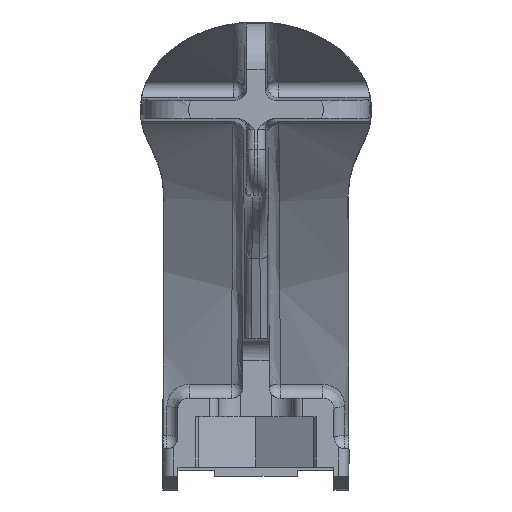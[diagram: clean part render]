
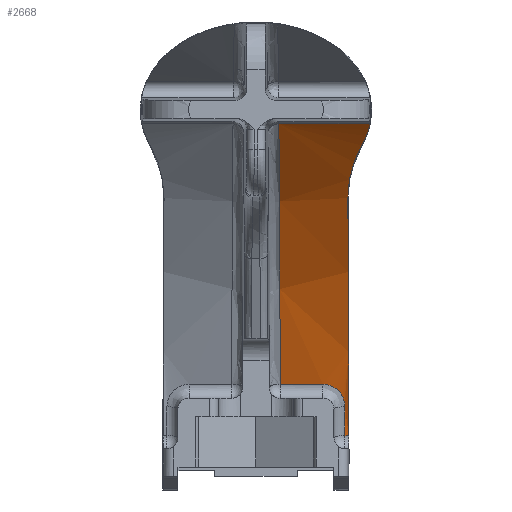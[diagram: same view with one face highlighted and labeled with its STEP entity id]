
A CAD part, front view. The second image highlights one B-rep face of the part: STEP entity #2668.
In plain terms, the highlighted cylindrical face has radius 65 mm (diameter 130 mm), a partial arc.
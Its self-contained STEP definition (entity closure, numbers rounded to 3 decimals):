
#16 = ORIENTED_EDGE ( 'NONE', *, *, #5347, .F. ) ;
#26 = ORIENTED_EDGE ( 'NONE', *, *, #5372, .F. ) ;
#45 = ORIENTED_EDGE ( 'NONE', *, *, #5374, .F. ) ;
#76 = CARTESIAN_POINT ( 'NONE',  ( 2.501, 35.381, -1.592 ) ) ;
#77 = CARTESIAN_POINT ( 'NONE',  ( 2.535, 39.305, -5.478 ) ) ;
#78 = CARTESIAN_POINT ( 'NONE',  ( 2.564, 42.731, -9.865 ) ) ;
#79 = CARTESIAN_POINT ( 'NONE',  ( 2.613, 48.4, -19.421 ) ) ;
#80 = CARTESIAN_POINT ( 'NONE',  ( 2.632, 50.628, -24.596 ) ) ;
#81 = CARTESIAN_POINT ( 'NONE',  ( 2.645, 52.159, -29.971 ) ) ;
#83 = B_SPLINE_CURVE_WITH_KNOTS ( 'NONE', 3,
 ( #81, #80, #79, #78, #77, #76 ),
 .UNSPECIFIED., .F., .F.,
 ( 4, 2, 4 ),
 ( 0., 0.503, 1. ),
 .UNSPECIFIED. ) ;
#84 = DIRECTION ( 'NONE',  ( -1., 0., 0. ) ) ;
#85 = VECTOR ( 'NONE', #84, 1000. ) ;
#86 = CARTESIAN_POINT ( 'NONE',  ( 13., 52.159, -29.971 ) ) ;
#87 = LINE ( 'NONE', #86, #85 ) ;
#138 = CARTESIAN_POINT ( 'NONE',  ( 2.503, 35.381, -1.592 ) ) ;
#139 = CARTESIAN_POINT ( 'NONE',  ( 2.502, 35.381, -1.592 ) ) ;
#140 = CARTESIAN_POINT ( 'NONE',  ( 2.502, 35.381, -1.592 ) ) ;
#141 = CARTESIAN_POINT ( 'NONE',  ( 2.501, 35.381, -1.592 ) ) ;
#143 = B_SPLINE_CURVE_WITH_KNOTS ( 'NONE', 3,
 ( #141, #140, #139, #138 ),
 .UNSPECIFIED., .F., .F.,
 ( 4, 4 ),
 ( 0., 1. ),
 .UNSPECIFIED. ) ;
#150 = CARTESIAN_POINT ( 'NONE',  ( 2.503, 35.381, -1.592 ) ) ;
#679 = CARTESIAN_POINT ( 'NONE',  ( 12.441, 35.381, -1.592 ) ) ;
#743 = CIRCLE ( 'NONE', #836, 65. ) ;
#832 = DIRECTION ( 'NONE',  ( 0., 0., 1. ) ) ;
#833 = DIRECTION ( 'NONE',  ( 1., 0., 0. ) ) ;
#834 = CARTESIAN_POINT ( 'NONE',  ( 9.7, -10.353, -47.78 ) ) ;
#836 = AXIS2_PLACEMENT_3D ( 'NONE', #834, #833, #832 ) ;
#925 = DIRECTION ( 'NONE',  ( -1., 0., 0. ) ) ;
#926 = FACE_OUTER_BOUND ( 'NONE', #2554, .T. ) ;
#1027 = CARTESIAN_POINT ( 'NONE',  ( 10.025, 42.302, -9.67 ) ) ;
#1028 = CARTESIAN_POINT ( 'NONE',  ( 10.074, 47.906, -17.412 ) ) ;
#1030 = CARTESIAN_POINT ( 'NONE',  ( 10.107, 51.696, -26.187 ) ) ;
#1032 = CARTESIAN_POINT ( 'NONE',  ( 10.122, 53.49, -35.575 ) ) ;
#1035 =( BOUNDED_CURVE ( )  B_SPLINE_CURVE ( 3, ( #1032, #1030, #1028, #1027 ),
 .UNSPECIFIED., .F., .T. ) 
 B_SPLINE_CURVE_WITH_KNOTS ( ( 4, 4 ),
 ( 3.33, 3.768 ),
 .UNSPECIFIED. ) 
 CURVE ( )  GEOMETRIC_REPRESENTATION_ITEM ( )  RATIONAL_B_SPLINE_CURVE ( ( 1., 0.984, 0.984, 1. ) ) 
 REPRESENTATION_ITEM ( '' )  );
#1037 = DIRECTION ( 'NONE',  ( 0., 0., 1. ) ) ;
#1038 = AXIS2_PLACEMENT_3D ( 'NONE', #1042, #925, #1037 ) ;
#1042 = CARTESIAN_POINT ( 'NONE',  ( 13., -10.353, -47.78 ) ) ;
#1043 = CYLINDRICAL_SURFACE ( 'NONE', #1038, 65. ) ;
#1044 = B_SPLINE_CURVE_WITH_KNOTS ( 'NONE', 3,
 ( #1147, #1146, #1145, #1144 ),
 .UNSPECIFIED., .F., .F.,
 ( 4, 4 ),
 ( 0., 0.003 ),
 .UNSPECIFIED. ) ;
#1059 = CARTESIAN_POINT ( 'NONE',  ( 11.537, 37.631, -3.934 ) ) ;
#1124 = CARTESIAN_POINT ( 'NONE',  ( 11.537, 37.631, -3.934 ) ) ;
#1125 = CARTESIAN_POINT ( 'NONE',  ( 11.039, 38.423, -4.8 ) ) ;
#1127 = CARTESIAN_POINT ( 'NONE',  ( 10.659, 39.225, -5.726 ) ) ;
#1129 = CARTESIAN_POINT ( 'NONE',  ( 10.15, 40.788, -7.641 ) ) ;
#1131 = CARTESIAN_POINT ( 'NONE',  ( 10.018, 41.553, -8.635 ) ) ;
#1132 = CARTESIAN_POINT ( 'NONE',  ( 10.025, 42.302, -9.67 ) ) ;
#1139 = CARTESIAN_POINT ( 'NONE',  ( 10.025, 42.302, -9.67 ) ) ;
#1141 = B_SPLINE_CURVE_WITH_KNOTS ( 'NONE', 3,
 ( #1132, #1131, #1129, #1127, #1125, #1124 ),
 .UNSPECIFIED., .F., .F.,
 ( 4, 2, 4 ),
 ( 0., 0.004, 0.008 ),
 .UNSPECIFIED. ) ;
#1144 = CARTESIAN_POINT ( 'NONE',  ( 12.441, 35.381, -1.592 ) ) ;
#1145 = CARTESIAN_POINT ( 'NONE',  ( 12.275, 36.177, -2.38 ) ) ;
#1146 = CARTESIAN_POINT ( 'NONE',  ( 11.98, 36.927, -3.164 ) ) ;
#1147 = CARTESIAN_POINT ( 'NONE',  ( 11.537, 37.631, -3.934 ) ) ;
#1423 = DIRECTION ( 'NONE',  ( 1., 0., 0. ) ) ;
#1424 = VECTOR ( 'NONE', #1423, 1000. ) ;
#1427 = CARTESIAN_POINT ( 'NONE',  ( 13., 35.381, -1.592 ) ) ;
#1428 = LINE ( 'NONE', #1427, #1424 ) ;
#2370 = CARTESIAN_POINT ( 'NONE',  ( 2.501, 35.381, -1.592 ) ) ;
#2554 = EDGE_LOOP ( 'NONE', ( #2669, #2708, #2675, #2672, #2671, #2674, #45, #26, #16, #2667 ) ) ;
#2667 = ORIENTED_EDGE ( 'NONE', *, *, #5616, .F. ) ;
#2668 = ADVANCED_FACE ( 'NONE', ( #926 ), #1043, .F. ) ;
#2669 = ORIENTED_EDGE ( 'NONE', *, *, #4944, .F. ) ;
#2671 = ORIENTED_EDGE ( 'NONE', *, *, #5675, .F. ) ;
#2672 = ORIENTED_EDGE ( 'NONE', *, *, #2712, .T. ) ;
#2673 = EDGE_CURVE ( 'NONE', #4957, #2717, #1035, .T. ) ;
#2674 = ORIENTED_EDGE ( 'NONE', *, *, #5392, .F. ) ;
#2675 = ORIENTED_EDGE ( 'NONE', *, *, #2714, .T. ) ;
#2706 = VERTEX_POINT ( 'NONE', #1059 ) ;
#2708 = ORIENTED_EDGE ( 'NONE', *, *, #2673, .T. ) ;
#2712 = EDGE_CURVE ( 'NONE', #2706, #5588, #1044, .T. ) ;
#2714 = EDGE_CURVE ( 'NONE', #2717, #2706, #1141, .T. ) ;
#2717 = VERTEX_POINT ( 'NONE', #1139 ) ;
#3256 = CARTESIAN_POINT ( 'NONE',  ( 2.645, 52.159, -29.971 ) ) ;
#4716 = DIRECTION ( 'NONE',  ( -1., 0., 0. ) ) ;
#4717 = VECTOR ( 'NONE', #4716, 1000. ) ;
#4718 = CARTESIAN_POINT ( 'NONE',  ( 13., 53.49, -35.575 ) ) ;
#4719 = LINE ( 'NONE', #4718, #4717 ) ;
#4742 = CARTESIAN_POINT ( 'NONE',  ( 10.122, 53.49, -35.575 ) ) ;
#4944 = EDGE_CURVE ( 'NONE', #4957, #5363, #4719, .T. ) ;
#4957 = VERTEX_POINT ( 'NONE', #4742 ) ;
#5191 = CARTESIAN_POINT ( 'NONE',  ( 7.3, 52.159, -29.971 ) ) ;
#5192 = CARTESIAN_POINT ( 'NONE',  ( 7.461, 52.159, -29.971 ) ) ;
#5193 = CARTESIAN_POINT ( 'NONE',  ( 7.62, 52.164, -29.988 ) ) ;
#5194 = CARTESIAN_POINT ( 'NONE',  ( 7.931, 52.182, -30.052 ) ) ;
#5195 = CARTESIAN_POINT ( 'NONE',  ( 8.086, 52.196, -30.1 ) ) ;
#5196 = CARTESIAN_POINT ( 'NONE',  ( 8.378, 52.231, -30.226 ) ) ;
#5197 = CARTESIAN_POINT ( 'NONE',  ( 8.517, 52.253, -30.303 ) ) ;
#5198 = CARTESIAN_POINT ( 'NONE',  ( 8.779, 52.303, -30.484 ) ) ;
#5199 = CARTESIAN_POINT ( 'NONE',  ( 8.901, 52.332, -30.588 ) ) ;
#5200 = CARTESIAN_POINT ( 'NONE',  ( 9.23, 52.424, -30.928 ) ) ;
#5201 = CARTESIAN_POINT ( 'NONE',  ( 9.405, 52.497, -31.2 ) ) ;
#5202 = CARTESIAN_POINT ( 'NONE',  ( 9.639, 52.648, -31.784 ) ) ;
#5203 = CARTESIAN_POINT ( 'NONE',  ( 9.7, 52.729, -32.103 ) ) ;
#5210 = CARTESIAN_POINT ( 'NONE',  ( 9.7, 52.805, -32.416 ) ) ;
#5212 = B_SPLINE_CURVE_WITH_KNOTS ( 'NONE', 3,
 ( #5210, #5203, #5202, #5201, #5200, #5199, #5198, #5197, #5196, #5195, #5194, #5193, #5192, #5191 ),
 .UNSPECIFIED., .F., .F.,
 ( 4, 2, 2, 2, 2, 2, 4 ),
 ( 0., 0.25, 0.5, 0.625, 0.75, 0.875, 1. ),
 .UNSPECIFIED. ) ;
#5213 = CARTESIAN_POINT ( 'NONE',  ( 7.3, 52.159, -29.971 ) ) ;
#5232 = CARTESIAN_POINT ( 'NONE',  ( 9.7, 53.49, -35.575 ) ) ;
#5238 = CARTESIAN_POINT ( 'NONE',  ( 9.7, 52.805, -32.416 ) ) ;
#5347 = EDGE_CURVE ( 'NONE', #5358, #5351, #5212, .T. ) ;
#5351 = VERTEX_POINT ( 'NONE', #5213 ) ;
#5358 = VERTEX_POINT ( 'NONE', #5238 ) ;
#5363 = VERTEX_POINT ( 'NONE', #5232 ) ;
#5372 = EDGE_CURVE ( 'NONE', #5351, #6395, #87, .T. ) ;
#5374 = EDGE_CURVE ( 'NONE', #6395, #5882, #83, .T. ) ;
#5390 = VERTEX_POINT ( 'NONE', #150 ) ;
#5392 = EDGE_CURVE ( 'NONE', #5882, #5390, #143, .T. ) ;
#5588 = VERTEX_POINT ( 'NONE', #679 ) ;
#5616 = EDGE_CURVE ( 'NONE', #5363, #5358, #743, .T. ) ;
#5675 = EDGE_CURVE ( 'NONE', #5390, #5588, #1428, .T. ) ;
#5882 = VERTEX_POINT ( 'NONE', #2370 ) ;
#6395 = VERTEX_POINT ( 'NONE', #3256 ) ;
